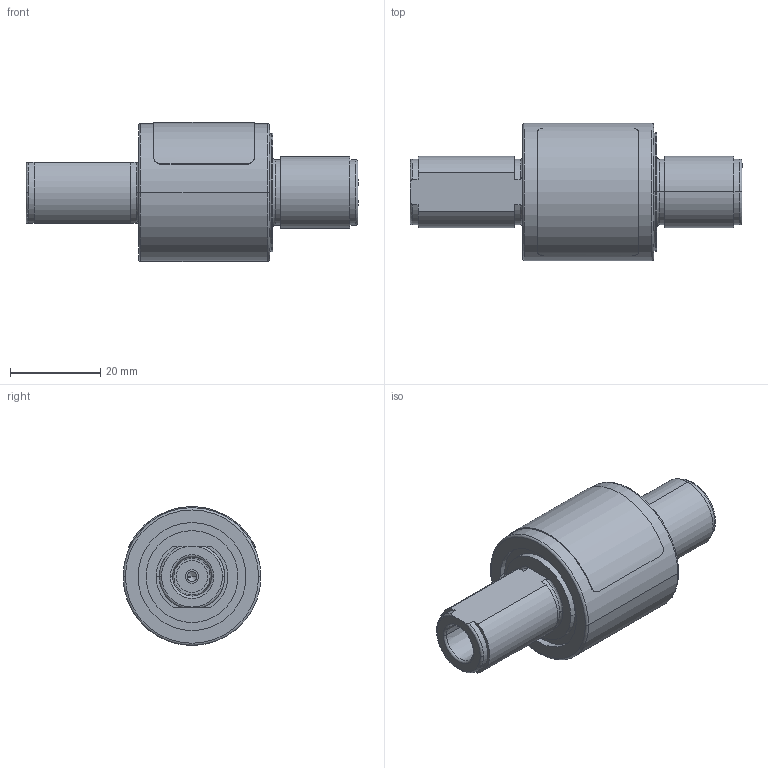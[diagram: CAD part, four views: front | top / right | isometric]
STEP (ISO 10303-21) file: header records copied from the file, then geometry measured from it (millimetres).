
FILE_DESCRIPTION (( 'STEP AP214' ), '1' );
FILE_NAME ('LCSP1039.STEP', '2018-04-04T19:29:01', ( '' ), ( '' ), 'SwSTEP 2.0', 'SolidWorks 2017', '' );
FILE_SCHEMA (( 'AUTOMOTIVE_DESIGN' ));
Length unit declared in the file: inch
Products named in the file (9): 7040-0042; 5800-0178; 5800-0184; 2003-3277_BL; 2811-0052; 2811-0020; LCSP1039; 4035-0058; 2801-9001
Assembly tree (10 placements, depth 2):
  LCSP1039
    5800-0178
    5800-0184
    2811-0020  x2
    2811-0052  x2
    4035-0058
    2801-9001
    7040-0042
    2003-3277_BL
Bounding box: 73.41 x 30.48 x 30.73 mm (x, y, z)
Volume: 24952.4 mm3; surface area: 17191.1 mm2
Topology: 10 solids, 10 shells, 271 faces, 590 edges, 358 vertices
Faces by surface type: cylinder 111, cone 70, plane 64, torus 26
Entity records: 7772 total; most frequent: CARTESIAN_POINT 1455, DIRECTION 1338, ORIENTED_EDGE 1088, AXIS2_PLACEMENT_3D 566, EDGE_CURVE 544, VERTEX_POINT 334, CIRCLE 302, EDGE_LOOP 288
